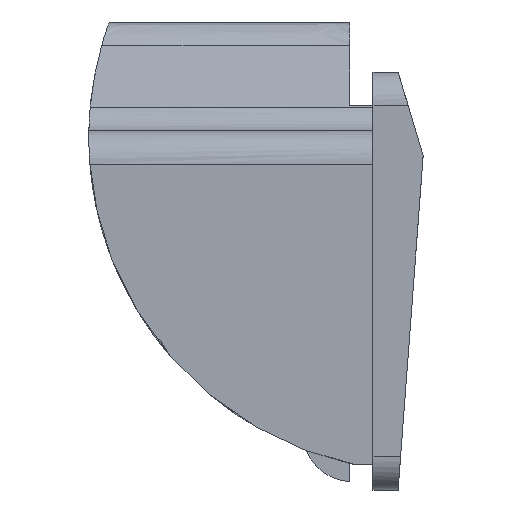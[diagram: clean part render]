
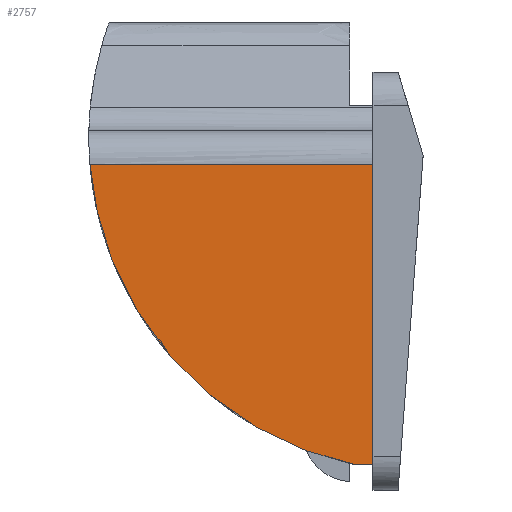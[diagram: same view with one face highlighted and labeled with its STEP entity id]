
A CAD part, left-side view. The second image highlights one B-rep face of the part: STEP entity #2757.
In plain terms, the highlighted free-form (B-spline) face has degree [1, 1] with [2, 2] control points.
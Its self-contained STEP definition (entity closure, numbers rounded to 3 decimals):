
#452=CARTESIAN_POINT('',(-48.5,16.936,-8.5));
#453=VERTEX_POINT('',#452);
#486=CARTESIAN_POINT('',(-48.5,0.0,-8.5));
#487=VERTEX_POINT('',#486);
#488=CARTESIAN_POINT('',(-48.5,0.0,-8.5));
#489=CARTESIAN_POINT('',(-48.5,16.936,-8.5));
#490=QUASI_UNIFORM_CURVE('',1,(#488,#489),.UNSPECIFIED.,.F.,.U.);
#491=EDGE_CURVE('',#487,#453,#490,.T.);
#2722=CARTESIAN_POINT('',(-48.5,-0.846,-27.399));
#2723=CARTESIAN_POINT('',(-48.5,17.782,-27.399));
#2724=CARTESIAN_POINT('',(-48.5,-0.846,-7.601));
#2725=CARTESIAN_POINT('',(-48.5,17.782,-7.601));
#2726=B_SPLINE_SURFACE_WITH_KNOTS('',1,1,((#2722,#2724),(#2723,#2725)),.UNSPECIFIED.,.F.,.F.,.U.,(2,2),(2,2),(0.0,18.628),(0.0,19.798),.UNSPECIFIED.);
#2727=CARTESIAN_POINT('',(-48.5,0.0,-26.5));
#2728=VERTEX_POINT('',#2727);
#2729=CARTESIAN_POINT('',(-48.5,0.0,-8.5));
#2730=CARTESIAN_POINT('',(-48.5,0.0,-26.5));
#2731=QUASI_UNIFORM_CURVE('',1,(#2729,#2730),.UNSPECIFIED.,.F.,.U.);
#2732=EDGE_CURVE('',#487,#2728,#2731,.T.);
#2733=ORIENTED_EDGE('',*,*,#2732,.F.);
#2734=ORIENTED_EDGE('',*,*,#491,.T.);
#2735=CARTESIAN_POINT('',(-48.5,1.,-26.5));
#2736=VERTEX_POINT('',#2735);
#2737=CARTESIAN_POINT('',(-48.5,1.,-26.5));
#2738=CARTESIAN_POINT('',(-48.5,15.736,-23.492));
#2739=CARTESIAN_POINT('',(-48.5,16.936,-8.5));
#2747=(BOUNDED_CURVE()B_SPLINE_CURVE(2,(#2737,#2738,#2739),.UNSPECIFIED.,.F.,.U.)CURVE()GEOMETRIC_REPRESENTATION_ITEM()QUASI_UNIFORM_CURVE()RATIONAL_B_SPLINE_CURVE((1.0,0.799,1.0))REPRESENTATION_ITEM(''));
#2748=EDGE_CURVE('',#2736,#453,#2747,.T.);
#2749=ORIENTED_EDGE('',*,*,#2748,.F.);
#2750=CARTESIAN_POINT('',(-48.5,0.0,-26.5));
#2751=CARTESIAN_POINT('',(-48.5,1.,-26.5));
#2752=QUASI_UNIFORM_CURVE('',1,(#2750,#2751),.UNSPECIFIED.,.F.,.U.);
#2753=EDGE_CURVE('',#2728,#2736,#2752,.T.);
#2754=ORIENTED_EDGE('',*,*,#2753,.F.);
#2755=EDGE_LOOP('',(#2733,#2734,#2749,#2754));
#2756=FACE_OUTER_BOUND('',#2755,.T.);
#2757=ADVANCED_FACE('',(#2756),#2726,.F.);
